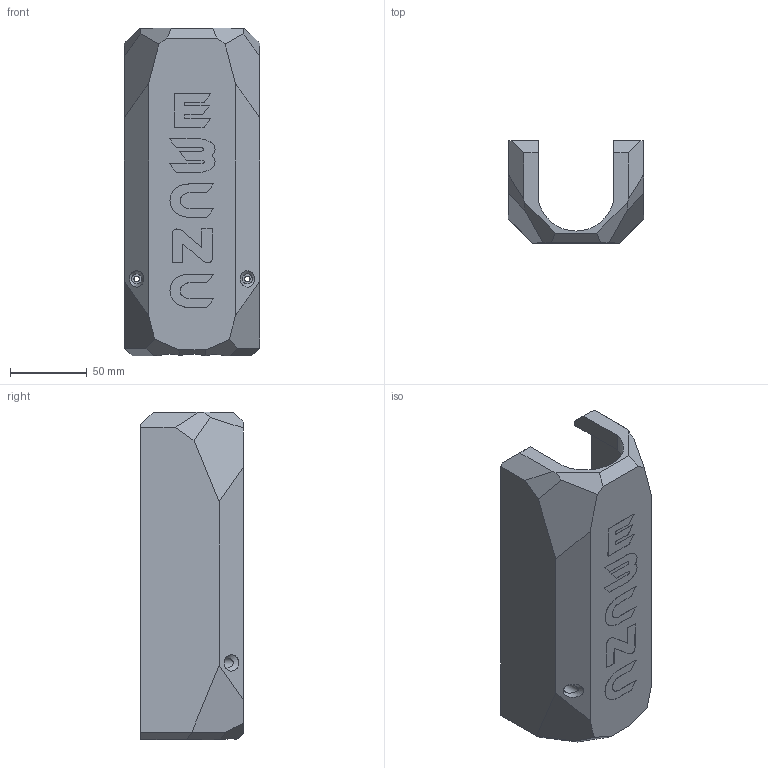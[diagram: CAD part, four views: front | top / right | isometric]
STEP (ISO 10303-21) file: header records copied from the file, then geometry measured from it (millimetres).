
FILE_DESCRIPTION(/* description */ (''),/* implementation_level */ '2;1');
FILE_NAME(/* name */ 'Faceplate_step_multicolor.step',/* time_stamp */ '2025-12-14T23:12:48+01:00',/* author */ (''),/* organization */ (''),/* preprocessor_version */ 'ST-DEVELOPER v20.1',/* originating_system */ 'Autodesk Translation Framework v14.21.0.0',/* authorisation */ '');
FILE_SCHEMA (('AUTOMOTIVE_DESIGN { 1 0 10303 214 3 1 1 }'));
Length unit declared in the file: millimetre
Products named in the file (2): Long_Faceplate Vacuum (1); Component2
Assembly tree (1 placements, depth 2):
  Long_Faceplate Vacuum (1)
    Component2
Bounding box: 88 x 66.72 x 213.33 mm (x, y, z)
Volume: 307137.7 mm3; surface area: 94717.1 mm2
Topology: 6 solids, 6 shells, 257 faces, 706 edges, 468 vertices
Faces by surface type: plane 150, bspline 78, cylinder 21, torus 8
Full cylindrical faces by diameter (mm): 3.6 x2, 6.6 x2, 10 x4
Entity records: 9332 total; most frequent: CARTESIAN_POINT 3230, ORIENTED_EDGE 1412, DIRECTION 962, EDGE_CURVE 706, LINE 474, VECTOR 474, VERTEX_POINT 468, EDGE_LOOP 268
